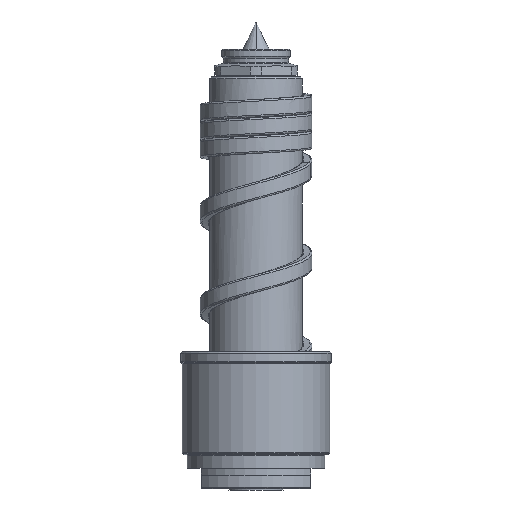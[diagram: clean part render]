
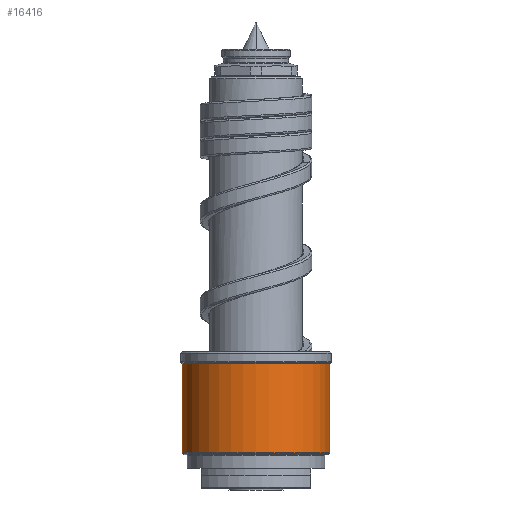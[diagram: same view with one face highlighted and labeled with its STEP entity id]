
A CAD part, front view. The second image highlights one B-rep face of the part: STEP entity #16416.
In plain terms, the highlighted cylindrical face has radius 21.5 mm (diameter 43 mm), a partial arc.
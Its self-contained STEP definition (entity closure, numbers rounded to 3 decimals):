
#6236=CARTESIAN_POINT('',(0.,0.,10.583));
#6237=DIRECTION('',(0.,0.,1.));
#6238=DIRECTION('',(-1.,0.,0.));
#6239=AXIS2_PLACEMENT_3D('',#6236,#6237,#6238);
#6241=DIRECTION('',(0.,0.,-1.));
#6242=VECTOR('',#6241,25.834);
#6243=CARTESIAN_POINT('',(-21.5,0.,36.417));
#6244=LINE('',#6243,#6242);
#6245=CARTESIAN_POINT('',(0.,0.,36.417));
#6246=DIRECTION('',(0.,0.,1.));
#6247=DIRECTION('',(-1.,0.,0.));
#6248=AXIS2_PLACEMENT_3D('',#6245,#6246,#6247);
#6250=DIRECTION('',(0.,0.,-1.));
#6251=VECTOR('',#6250,25.834);
#6252=CARTESIAN_POINT('',(21.5,0.,36.417));
#6253=LINE('',#6252,#6251);
#6590=CARTESIAN_POINT('',(21.5,0.,36.417));
#6591=CARTESIAN_POINT('',(-21.5,0.,36.417));
#6592=VERTEX_POINT('',#6590);
#6593=VERTEX_POINT('',#6591);
#6616=CARTESIAN_POINT('',(21.5,0.,10.583));
#6617=VERTEX_POINT('',#6616);
#6618=CARTESIAN_POINT('',(-21.5,0.,10.583));
#6619=VERTEX_POINT('',#6618);
#16404=CARTESIAN_POINT('',(0.,0.,8.5));
#16405=DIRECTION('',(0.,0.,1.));
#16406=DIRECTION('',(-1.,0.,0.));
#16407=AXIS2_PLACEMENT_3D('',#16404,#16405,#16406);
#16408=CYLINDRICAL_SURFACE('',#16407,21.5);
#16409=ORIENTED_EDGE('',*,*,#14093,.F.);
#16410=ORIENTED_EDGE('',*,*,#14074,.F.);
#16412=ORIENTED_EDGE('',*,*,#16411,.T.);
#16413=ORIENTED_EDGE('',*,*,#14070,.T.);
#16414=EDGE_LOOP('',(#16409,#16410,#16412,#16413));
#16415=FACE_OUTER_BOUND('',#16414,.F.);
#6240=CIRCLE('',#6239,21.5);
#6249=CIRCLE('',#6248,21.5);
#14070=EDGE_CURVE('',#6592,#6617,#6253,.T.);
#14074=EDGE_CURVE('',#6593,#6619,#6244,.T.);
#14093=EDGE_CURVE('',#6619,#6617,#6240,.T.);
#16411=EDGE_CURVE('',#6593,#6592,#6249,.T.);
#16416=ADVANCED_FACE('',(#16415),#16408,.T.);
